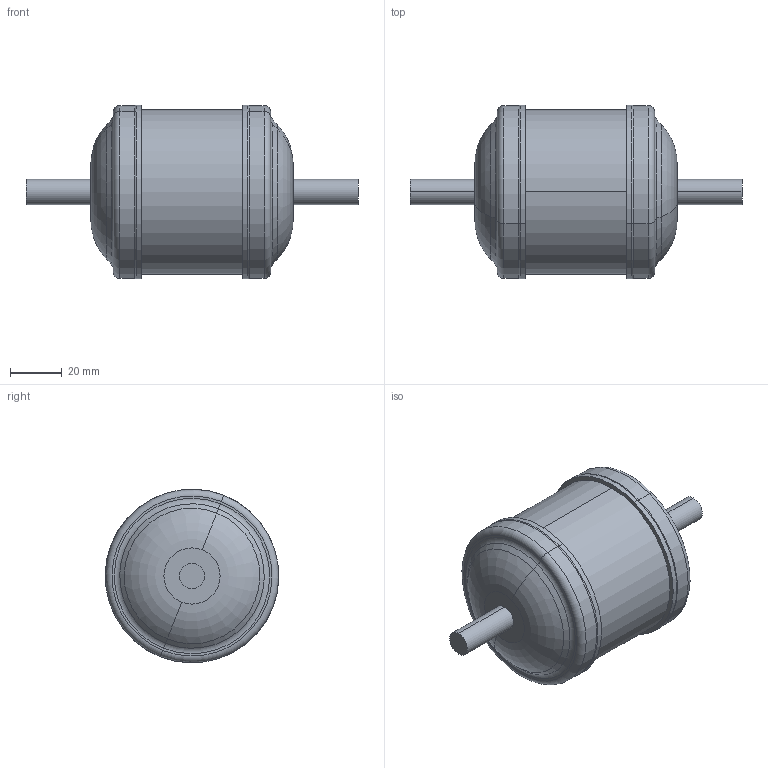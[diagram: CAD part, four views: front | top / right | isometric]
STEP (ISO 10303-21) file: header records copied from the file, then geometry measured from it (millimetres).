
FILE_DESCRIPTION (( 'STEP AP203' ), '1' );
FILE_NAME ('023B9007R- DFL-052.5s.STEP', '2022-11-10T07:39:54', ( '' ), ( '' ), 'SwSTEP 2.0', 'SolidWorks 2020', '' );
FILE_SCHEMA (( 'CONFIG_CONTROL_DESIGN' ));
Length unit declared in the file: millimetre
Products named in the file (1): 023B9007R- DFL-052.5s
Bounding box: 128 x 66.98 x 66.98 mm (x, y, z)
Volume: 232467 mm3; surface area: 21864.9 mm2
Topology: 1 solids, 1 shells, 42 faces, 82 edges, 48 vertices
Faces by surface type: torus 16, cylinder 14, plane 8, cone 4
Entity records: 1167 total; most frequent: DIRECTION 232, CARTESIAN_POINT 173, ORIENTED_EDGE 164, AXIS2_PLACEMENT_3D 107, EDGE_CURVE 82, CIRCLE 64, EDGE_LOOP 48, VERTEX_POINT 48
